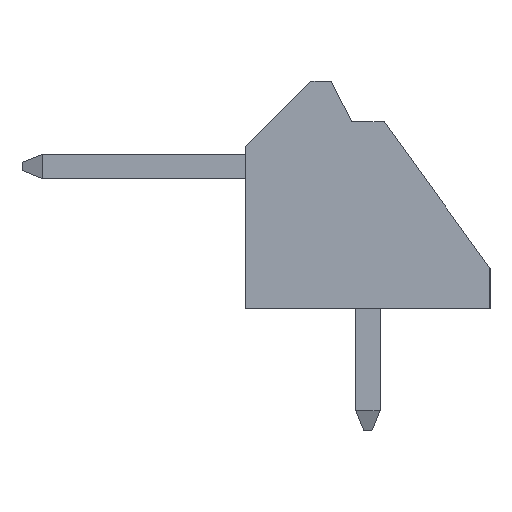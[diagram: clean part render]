
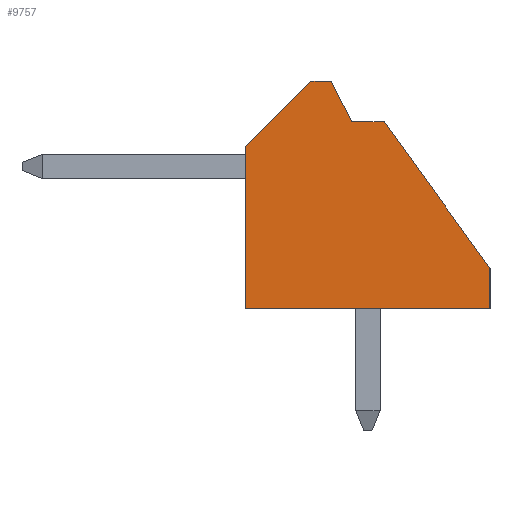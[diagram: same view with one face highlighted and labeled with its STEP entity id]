
A CAD part, left-side view. The second image highlights one B-rep face of the part: STEP entity #9757.
In plain terms, the highlighted planar face has unit normal (-1, 0, 0).
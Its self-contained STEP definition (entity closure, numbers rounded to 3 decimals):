
#9490 = VERTEX_POINT('',#9491);
#9491 = CARTESIAN_POINT('',(-1.25,0.4,4.6));
#9500 = PLANE('',#9501);
#9501 = AXIS2_PLACEMENT_3D('',#9502,#9503,#9504);
#9502 = CARTESIAN_POINT('',(-1.25,0.4,4.6));
#9503 = DIRECTION('',(0.,0.,-1.));
#9504 = DIRECTION('',(0.,-1.,0.));
#9512 = PLANE('',#9513);
#9513 = AXIS2_PLACEMENT_3D('',#9514,#9515,#9516);
#9514 = CARTESIAN_POINT('',(-1.25,0.4,4.6));
#9515 = DIRECTION('',(0.,-0.894,0.447));
#9516 = DIRECTION('',(0.,0.447,0.894));
#9553 = VERTEX_POINT('',#9554);
#9554 = CARTESIAN_POINT('',(-1.25,-0.4,4.6));
#9568 = PLANE('',#9569);
#9569 = AXIS2_PLACEMENT_3D('',#9570,#9571,#9572);
#9570 = CARTESIAN_POINT('',(-1.25,-0.4,4.6));
#9571 = DIRECTION('',(0.,0.811,-0.585));
#9572 = DIRECTION('',(0.,-0.585,-0.811));
#9580 = EDGE_CURVE('',#9490,#9553,#9581,.T.);
#9581 = SURFACE_CURVE('',#9582,(#9586,#9593),.PCURVE_S1.);
#9582 = LINE('',#9583,#9584);
#9583 = CARTESIAN_POINT('',(-1.25,0.4,4.6));
#9584 = VECTOR('',#9585,1.);
#9585 = DIRECTION('',(0.,-1.,0.));
#9586 = PCURVE('',#9500,#9587);
#9587 = DEFINITIONAL_REPRESENTATION('',(#9588),#9592);
#9588 = LINE('',#9589,#9590);
#9589 = CARTESIAN_POINT('',(0.,-0.));
#9590 = VECTOR('',#9591,1.);
#9591 = DIRECTION('',(1.,0.));
#9592 = ( GEOMETRIC_REPRESENTATION_CONTEXT(2) 
PARAMETRIC_REPRESENTATION_CONTEXT() REPRESENTATION_CONTEXT('2D SPACE',''
  ) );
#9593 = PCURVE('',#9594,#9599);
#9594 = PLANE('',#9595);
#9595 = AXIS2_PLACEMENT_3D('',#9596,#9597,#9598);
#9596 = CARTESIAN_POINT('',(-1.25,0.384,2.186));
#9597 = DIRECTION('',(1.,0.,0.));
#9598 = DIRECTION('',(0.,0.,1.));
#9599 = DEFINITIONAL_REPRESENTATION('',(#9600),#9604);
#9600 = LINE('',#9601,#9602);
#9601 = CARTESIAN_POINT('',(2.414,-0.016));
#9602 = VECTOR('',#9603,1.);
#9603 = DIRECTION('',(0.,1.));
#9604 = ( GEOMETRIC_REPRESENTATION_CONTEXT(2) 
PARAMETRIC_REPRESENTATION_CONTEXT() REPRESENTATION_CONTEXT('2D SPACE',''
  ) );
#9634 = VERTEX_POINT('',#9635);
#9635 = CARTESIAN_POINT('',(-1.25,0.9,5.6));
#9649 = PLANE('',#9650);
#9650 = AXIS2_PLACEMENT_3D('',#9651,#9652,#9653);
#9651 = CARTESIAN_POINT('',(-1.25,1.4,5.6));
#9652 = DIRECTION('',(0.,0.,-1.));
#9653 = DIRECTION('',(0.,-1.,0.));
#9661 = EDGE_CURVE('',#9490,#9634,#9662,.T.);
#9662 = SURFACE_CURVE('',#9663,(#9667,#9674),.PCURVE_S1.);
#9663 = LINE('',#9664,#9665);
#9664 = CARTESIAN_POINT('',(-1.25,0.4,4.6));
#9665 = VECTOR('',#9666,1.);
#9666 = DIRECTION('',(0.,0.447,0.894));
#9667 = PCURVE('',#9512,#9668);
#9668 = DEFINITIONAL_REPRESENTATION('',(#9669),#9673);
#9669 = LINE('',#9670,#9671);
#9670 = CARTESIAN_POINT('',(0.,0.));
#9671 = VECTOR('',#9672,1.);
#9672 = DIRECTION('',(1.,0.));
#9673 = ( GEOMETRIC_REPRESENTATION_CONTEXT(2) 
PARAMETRIC_REPRESENTATION_CONTEXT() REPRESENTATION_CONTEXT('2D SPACE',''
  ) );
#9674 = PCURVE('',#9594,#9675);
#9675 = DEFINITIONAL_REPRESENTATION('',(#9676),#9680);
#9676 = LINE('',#9677,#9678);
#9677 = CARTESIAN_POINT('',(2.414,-0.016));
#9678 = VECTOR('',#9679,1.);
#9679 = DIRECTION('',(0.894,-0.447));
#9680 = ( GEOMETRIC_REPRESENTATION_CONTEXT(2) 
PARAMETRIC_REPRESENTATION_CONTEXT() REPRESENTATION_CONTEXT('2D SPACE',''
  ) );
#9710 = VERTEX_POINT('',#9711);
#9711 = CARTESIAN_POINT('',(-1.25,-3.,1.));
#9725 = PLANE('',#9726);
#9726 = AXIS2_PLACEMENT_3D('',#9727,#9728,#9729);
#9727 = CARTESIAN_POINT('',(-1.25,-3.,1.));
#9728 = DIRECTION('',(0.,1.,0.));
#9729 = DIRECTION('',(0.,0.,-1.));
#9737 = EDGE_CURVE('',#9553,#9710,#9738,.T.);
#9738 = SURFACE_CURVE('',#9739,(#9743,#9750),.PCURVE_S1.);
#9739 = LINE('',#9740,#9741);
#9740 = CARTESIAN_POINT('',(-1.25,-0.4,4.6));
#9741 = VECTOR('',#9742,1.);
#9742 = DIRECTION('',(0.,-0.585,-0.811));
#9743 = PCURVE('',#9568,#9744);
#9744 = DEFINITIONAL_REPRESENTATION('',(#9745),#9749);
#9745 = LINE('',#9746,#9747);
#9746 = CARTESIAN_POINT('',(0.,0.));
#9747 = VECTOR('',#9748,1.);
#9748 = DIRECTION('',(1.,0.));
#9749 = ( GEOMETRIC_REPRESENTATION_CONTEXT(2) 
PARAMETRIC_REPRESENTATION_CONTEXT() REPRESENTATION_CONTEXT('2D SPACE',''
  ) );
#9750 = PCURVE('',#9594,#9751);
#9751 = DEFINITIONAL_REPRESENTATION('',(#9752),#9756);
#9752 = LINE('',#9753,#9754);
#9753 = CARTESIAN_POINT('',(2.414,0.784));
#9754 = VECTOR('',#9755,1.);
#9755 = DIRECTION('',(-0.811,0.585));
#9756 = ( GEOMETRIC_REPRESENTATION_CONTEXT(2) 
PARAMETRIC_REPRESENTATION_CONTEXT() REPRESENTATION_CONTEXT('2D SPACE',''
  ) );
#9757 = ADVANCED_FACE('',(#9758),#9594,.F.);
#9758 = FACE_BOUND('',#9759,.F.);
#9759 = EDGE_LOOP('',(#9760,#9761,#9762,#9785,#9813,#9841,#9869,#9890));
#9760 = ORIENTED_EDGE('',*,*,#9580,.T.);
#9761 = ORIENTED_EDGE('',*,*,#9737,.T.);
#9762 = ORIENTED_EDGE('',*,*,#9763,.T.);
#9763 = EDGE_CURVE('',#9710,#9764,#9766,.T.);
#9764 = VERTEX_POINT('',#9765);
#9765 = CARTESIAN_POINT('',(-1.25,-3.,0.));
#9766 = SURFACE_CURVE('',#9767,(#9771,#9778),.PCURVE_S1.);
#9767 = LINE('',#9768,#9769);
#9768 = CARTESIAN_POINT('',(-1.25,-3.,1.));
#9769 = VECTOR('',#9770,1.);
#9770 = DIRECTION('',(0.,0.,-1.));
#9771 = PCURVE('',#9594,#9772);
#9772 = DEFINITIONAL_REPRESENTATION('',(#9773),#9777);
#9773 = LINE('',#9774,#9775);
#9774 = CARTESIAN_POINT('',(-1.186,3.384));
#9775 = VECTOR('',#9776,1.);
#9776 = DIRECTION('',(-1.,0.));
#9777 = ( GEOMETRIC_REPRESENTATION_CONTEXT(2) 
PARAMETRIC_REPRESENTATION_CONTEXT() REPRESENTATION_CONTEXT('2D SPACE',''
  ) );
#9778 = PCURVE('',#9725,#9779);
#9779 = DEFINITIONAL_REPRESENTATION('',(#9780),#9784);
#9780 = LINE('',#9781,#9782);
#9781 = CARTESIAN_POINT('',(0.,0.));
#9782 = VECTOR('',#9783,1.);
#9783 = DIRECTION('',(1.,0.));
#9784 = ( GEOMETRIC_REPRESENTATION_CONTEXT(2) 
PARAMETRIC_REPRESENTATION_CONTEXT() REPRESENTATION_CONTEXT('2D SPACE',''
  ) );
#9785 = ORIENTED_EDGE('',*,*,#9786,.T.);
#9786 = EDGE_CURVE('',#9764,#9787,#9789,.T.);
#9787 = VERTEX_POINT('',#9788);
#9788 = CARTESIAN_POINT('',(-1.25,3.,0.));
#9789 = SURFACE_CURVE('',#9790,(#9794,#9801),.PCURVE_S1.);
#9790 = LINE('',#9791,#9792);
#9791 = CARTESIAN_POINT('',(-1.25,-3.,0.));
#9792 = VECTOR('',#9793,1.);
#9793 = DIRECTION('',(0.,1.,0.));
#9794 = PCURVE('',#9594,#9795);
#9795 = DEFINITIONAL_REPRESENTATION('',(#9796),#9800);
#9796 = LINE('',#9797,#9798);
#9797 = CARTESIAN_POINT('',(-2.186,3.384));
#9798 = VECTOR('',#9799,1.);
#9799 = DIRECTION('',(0.,-1.));
#9800 = ( GEOMETRIC_REPRESENTATION_CONTEXT(2) 
PARAMETRIC_REPRESENTATION_CONTEXT() REPRESENTATION_CONTEXT('2D SPACE',''
  ) );
#9801 = PCURVE('',#9802,#9807);
#9802 = PLANE('',#9803);
#9803 = AXIS2_PLACEMENT_3D('',#9804,#9805,#9806);
#9804 = CARTESIAN_POINT('',(-1.25,-3.,0.));
#9805 = DIRECTION('',(0.,0.,1.));
#9806 = DIRECTION('',(0.,1.,0.));
#9807 = DEFINITIONAL_REPRESENTATION('',(#9808),#9812);
#9808 = LINE('',#9809,#9810);
#9809 = CARTESIAN_POINT('',(0.,0.));
#9810 = VECTOR('',#9811,1.);
#9811 = DIRECTION('',(1.,0.));
#9812 = ( GEOMETRIC_REPRESENTATION_CONTEXT(2) 
PARAMETRIC_REPRESENTATION_CONTEXT() REPRESENTATION_CONTEXT('2D SPACE',''
  ) );
#9813 = ORIENTED_EDGE('',*,*,#9814,.T.);
#9814 = EDGE_CURVE('',#9787,#9815,#9817,.T.);
#9815 = VERTEX_POINT('',#9816);
#9816 = CARTESIAN_POINT('',(-1.25,3.,4.));
#9817 = SURFACE_CURVE('',#9818,(#9822,#9829),.PCURVE_S1.);
#9818 = LINE('',#9819,#9820);
#9819 = CARTESIAN_POINT('',(-1.25,3.,0.));
#9820 = VECTOR('',#9821,1.);
#9821 = DIRECTION('',(0.,0.,1.));
#9822 = PCURVE('',#9594,#9823);
#9823 = DEFINITIONAL_REPRESENTATION('',(#9824),#9828);
#9824 = LINE('',#9825,#9826);
#9825 = CARTESIAN_POINT('',(-2.186,-2.616));
#9826 = VECTOR('',#9827,1.);
#9827 = DIRECTION('',(1.,0.));
#9828 = ( GEOMETRIC_REPRESENTATION_CONTEXT(2) 
PARAMETRIC_REPRESENTATION_CONTEXT() REPRESENTATION_CONTEXT('2D SPACE',''
  ) );
#9829 = PCURVE('',#9830,#9835);
#9830 = PLANE('',#9831);
#9831 = AXIS2_PLACEMENT_3D('',#9832,#9833,#9834);
#9832 = CARTESIAN_POINT('',(-1.25,3.,0.));
#9833 = DIRECTION('',(0.,-1.,0.));
#9834 = DIRECTION('',(0.,0.,1.));
#9835 = DEFINITIONAL_REPRESENTATION('',(#9836),#9840);
#9836 = LINE('',#9837,#9838);
#9837 = CARTESIAN_POINT('',(0.,0.));
#9838 = VECTOR('',#9839,1.);
#9839 = DIRECTION('',(1.,0.));
#9840 = ( GEOMETRIC_REPRESENTATION_CONTEXT(2) 
PARAMETRIC_REPRESENTATION_CONTEXT() REPRESENTATION_CONTEXT('2D SPACE',''
  ) );
#9841 = ORIENTED_EDGE('',*,*,#9842,.F.);
#9842 = EDGE_CURVE('',#9843,#9815,#9845,.T.);
#9843 = VERTEX_POINT('',#9844);
#9844 = CARTESIAN_POINT('',(-1.25,1.4,5.6));
#9845 = SURFACE_CURVE('',#9846,(#9850,#9857),.PCURVE_S1.);
#9846 = LINE('',#9847,#9848);
#9847 = CARTESIAN_POINT('',(-1.25,1.4,5.6));
#9848 = VECTOR('',#9849,1.);
#9849 = DIRECTION('',(0.,0.707,-0.707));
#9850 = PCURVE('',#9594,#9851);
#9851 = DEFINITIONAL_REPRESENTATION('',(#9852),#9856);
#9852 = LINE('',#9853,#9854);
#9853 = CARTESIAN_POINT('',(3.414,-1.016));
#9854 = VECTOR('',#9855,1.);
#9855 = DIRECTION('',(-0.707,-0.707));
#9856 = ( GEOMETRIC_REPRESENTATION_CONTEXT(2) 
PARAMETRIC_REPRESENTATION_CONTEXT() REPRESENTATION_CONTEXT('2D SPACE',''
  ) );
#9857 = PCURVE('',#9858,#9863);
#9858 = PLANE('',#9859);
#9859 = AXIS2_PLACEMENT_3D('',#9860,#9861,#9862);
#9860 = CARTESIAN_POINT('',(-1.25,1.4,5.6));
#9861 = DIRECTION('',(0.,0.707,0.707));
#9862 = DIRECTION('',(0.,0.707,-0.707));
#9863 = DEFINITIONAL_REPRESENTATION('',(#9864),#9868);
#9864 = LINE('',#9865,#9866);
#9865 = CARTESIAN_POINT('',(0.,0.));
#9866 = VECTOR('',#9867,1.);
#9867 = DIRECTION('',(1.,0.));
#9868 = ( GEOMETRIC_REPRESENTATION_CONTEXT(2) 
PARAMETRIC_REPRESENTATION_CONTEXT() REPRESENTATION_CONTEXT('2D SPACE',''
  ) );
#9869 = ORIENTED_EDGE('',*,*,#9870,.T.);
#9870 = EDGE_CURVE('',#9843,#9634,#9871,.T.);
#9871 = SURFACE_CURVE('',#9872,(#9876,#9883),.PCURVE_S1.);
#9872 = LINE('',#9873,#9874);
#9873 = CARTESIAN_POINT('',(-1.25,1.4,5.6));
#9874 = VECTOR('',#9875,1.);
#9875 = DIRECTION('',(0.,-1.,0.));
#9876 = PCURVE('',#9594,#9877);
#9877 = DEFINITIONAL_REPRESENTATION('',(#9878),#9882);
#9878 = LINE('',#9879,#9880);
#9879 = CARTESIAN_POINT('',(3.414,-1.016));
#9880 = VECTOR('',#9881,1.);
#9881 = DIRECTION('',(0.,1.));
#9882 = ( GEOMETRIC_REPRESENTATION_CONTEXT(2) 
PARAMETRIC_REPRESENTATION_CONTEXT() REPRESENTATION_CONTEXT('2D SPACE',''
  ) );
#9883 = PCURVE('',#9649,#9884);
#9884 = DEFINITIONAL_REPRESENTATION('',(#9885),#9889);
#9885 = LINE('',#9886,#9887);
#9886 = CARTESIAN_POINT('',(0.,-0.));
#9887 = VECTOR('',#9888,1.);
#9888 = DIRECTION('',(1.,0.));
#9889 = ( GEOMETRIC_REPRESENTATION_CONTEXT(2) 
PARAMETRIC_REPRESENTATION_CONTEXT() REPRESENTATION_CONTEXT('2D SPACE',''
  ) );
#9890 = ORIENTED_EDGE('',*,*,#9661,.F.);
